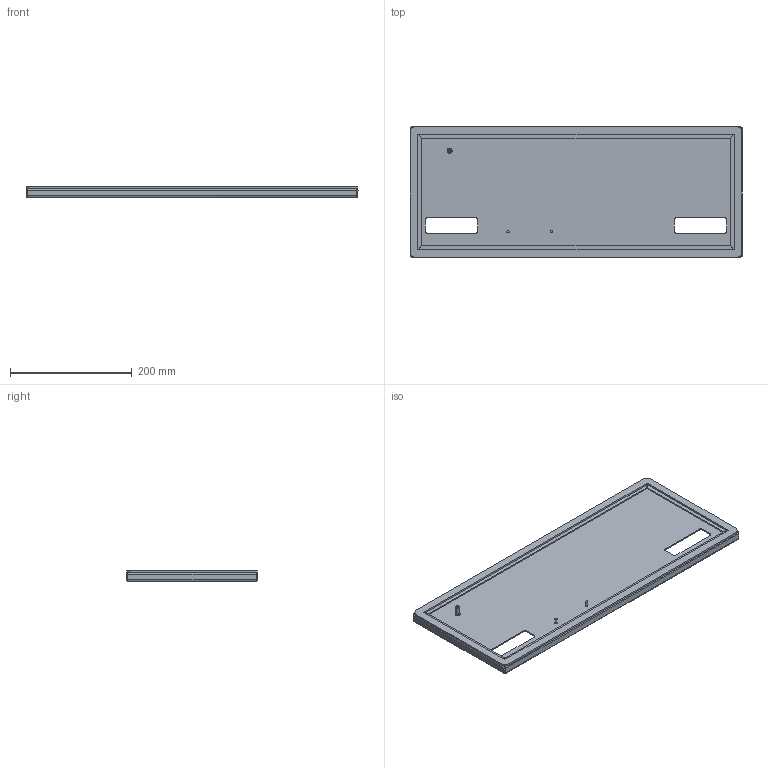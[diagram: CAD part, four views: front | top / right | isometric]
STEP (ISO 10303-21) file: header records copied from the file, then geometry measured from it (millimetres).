
FILE_DESCRIPTION (( 'STEP AP214' ), '1' );
FILE_NAME ('A0000003795.STEP', '2025-11-04T09:08:55', ( 'Microsoft' ), ( 'Microsoft' ), 'SwSTEP 2.0', 'SolidWorks 2025', '' );
FILE_SCHEMA (( 'AUTOMOTIVE_DESIGN' ));
Length unit declared in the file: millimetre
Products named in the file (4): P0000009458; A0000003795; P0000009461; P0000009457
Assembly tree (3 placements, depth 2):
  A0000003795
    P0000009461
    P0000009458
    P0000009457
Bounding box: 545 x 215 x 18 mm (x, y, z)
Volume: 365098.5 mm3; surface area: 359584.2 mm2
Topology: 3 solids, 3 shells, 138 faces, 308 edges, 179 vertices
Faces by surface type: plane 62, cylinder 46, bspline 22, cone 8
Entity records: 4395 total; most frequent: CARTESIAN_POINT 1363, ORIENTED_EDGE 612, DIRECTION 590, EDGE_CURVE 306, AXIS2_PLACEMENT_3D 198, VECTOR 194, LINE 194, VERTEX_POINT 179
